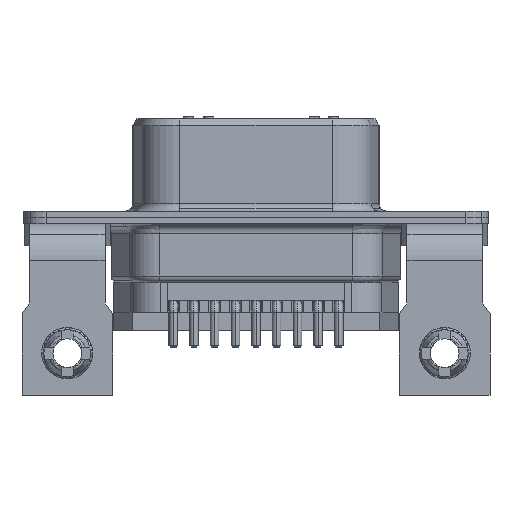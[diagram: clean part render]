
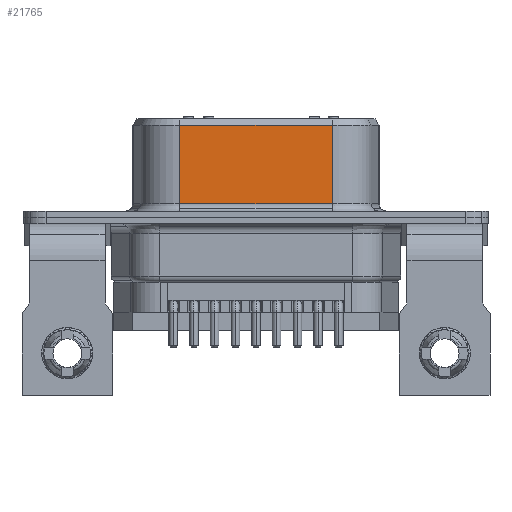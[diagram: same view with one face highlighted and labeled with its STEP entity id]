
A CAD part, front view. The second image highlights one B-rep face of the part: STEP entity #21765.
In plain terms, the highlighted planar face has unit normal (0, -1, 0).
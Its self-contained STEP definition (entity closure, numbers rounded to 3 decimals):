
#21411=CARTESIAN_POINT('',(-5.056,-4.0,-6.1));
#21412=VERTEX_POINT('',#21411);
#21429=CARTESIAN_POINT('',(5.056,-4.0,-6.1));
#21430=VERTEX_POINT('',#21429);
#21437=CARTESIAN_POINT('',(5.056,-4.0,-6.1));
#21438=DIRECTION('',(-1.0,0.0,0.0));
#21439=VECTOR('',#21438,10.113);
#21440=LINE('',#21437,#21439);
#21441=EDGE_CURVE('',#21430,#21412,#21440,.T.);
#21723=CARTESIAN_POINT('',(-5.056,-4.0,-0.9));
#21724=VERTEX_POINT('',#21723);
#21725=CARTESIAN_POINT('',(-5.056,-4.0,-0.9));
#21726=DIRECTION('',(0.0,0.0,-1.0));
#21727=VECTOR('',#21726,5.2);
#21728=LINE('',#21725,#21727);
#21729=EDGE_CURVE('',#21724,#21412,#21728,.T.);
#21742=CARTESIAN_POINT('',(0.0,-4.0,0.0));
#21743=DIRECTION('',(0.0,-1.0,0.0));
#21744=DIRECTION('',(0.0,0.0,-1.0));
#21745=AXIS2_PLACEMENT_3D('',#21742,#21743,#21744);
#21746=PLANE('',#21745);
#21747=ORIENTED_EDGE('',*,*,#21441,.F.);
#21748=CARTESIAN_POINT('',(5.056,-4.0,-0.9));
#21749=VERTEX_POINT('',#21748);
#21750=CARTESIAN_POINT('',(5.056,-4.0,-0.9));
#21751=DIRECTION('',(0.0,0.0,-1.0));
#21752=VECTOR('',#21751,5.2);
#21753=LINE('',#21750,#21752);
#21754=EDGE_CURVE('',#21749,#21430,#21753,.T.);
#21755=ORIENTED_EDGE('',*,*,#21754,.F.);
#21756=CARTESIAN_POINT('',(-5.056,-4.0,-0.9));
#21757=DIRECTION('',(1.0,0.0,0.0));
#21758=VECTOR('',#21757,10.113);
#21759=LINE('',#21756,#21758);
#21760=EDGE_CURVE('',#21724,#21749,#21759,.T.);
#21761=ORIENTED_EDGE('',*,*,#21760,.F.);
#21762=ORIENTED_EDGE('',*,*,#21729,.T.);
#21763=EDGE_LOOP('',(#21747,#21755,#21761,#21762));
#21764=FACE_OUTER_BOUND('',#21763,.T.);
#21765=ADVANCED_FACE('',(#21764),#21746,.T.);
